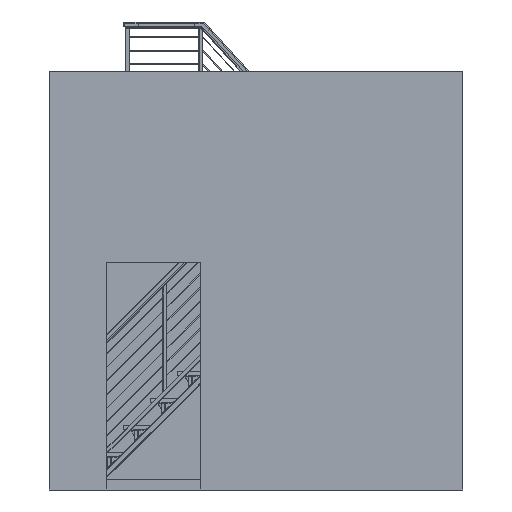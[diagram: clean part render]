
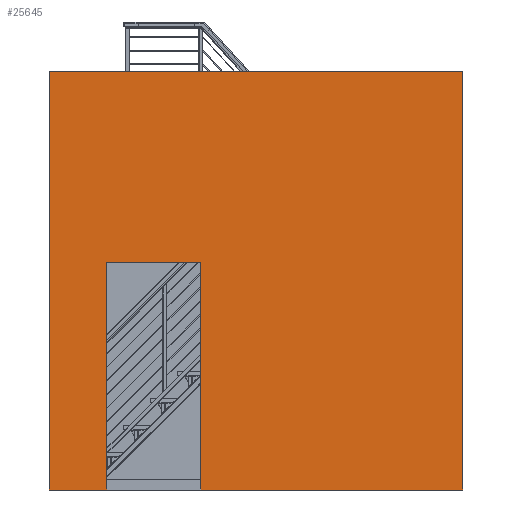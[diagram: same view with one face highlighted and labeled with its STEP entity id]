
A CAD part, left-side view. The second image highlights one B-rep face of the part: STEP entity #25645.
In plain terms, the highlighted planar face has unit normal (-1, 0, 0).
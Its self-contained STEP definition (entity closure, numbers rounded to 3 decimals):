
#2727=ORIENTED_EDGE('',*,*,#9996,.T.);
#2728=ORIENTED_EDGE('',*,*,#10006,.T.);
#2729=ORIENTED_EDGE('',*,*,#9980,.F.);
#2730=ORIENTED_EDGE('',*,*,#10007,.F.);
#2731=ORIENTED_EDGE('',*,*,#9982,.T.);
#2732=ORIENTED_EDGE('',*,*,#9961,.T.);
#2733=ORIENTED_EDGE('',*,*,#9965,.T.);
#2734=ORIENTED_EDGE('',*,*,#9969,.F.);
#9961=EDGE_CURVE('',#13618,#13617,#16053,.T.);
#9965=EDGE_CURVE('',#13617,#13620,#16057,.T.);
#9969=EDGE_CURVE('',#13623,#13620,#16061,.T.);
#9980=EDGE_CURVE('',#13633,#13626,#16072,.T.);
#9982=EDGE_CURVE('',#13635,#13618,#16074,.T.);
#9996=EDGE_CURVE('',#13623,#13644,#16088,.T.);
#10006=EDGE_CURVE('',#13644,#13626,#16098,.T.);
#10007=EDGE_CURVE('',#13635,#13633,#16099,.T.);
#13617=VERTEX_POINT('',#38134);
#13618=VERTEX_POINT('',#38136);
#13620=VERTEX_POINT('',#38142);
#13623=VERTEX_POINT('',#38150);
#13626=VERTEX_POINT('',#38160);
#13633=VERTEX_POINT('',#38173);
#13635=VERTEX_POINT('',#38179);
#13644=VERTEX_POINT('',#38204);
#16053=LINE('',#38135,#18749);
#16057=LINE('',#38144,#18753);
#16061=LINE('',#38151,#18757);
#16072=LINE('',#38174,#18768);
#16074=LINE('',#38178,#18770);
#16088=LINE('',#38205,#18784);
#16098=LINE('',#38223,#18794);
#16099=LINE('',#38225,#18795);
#18749=VECTOR('',#30341,1000.);
#18753=VECTOR('',#30347,1000.);
#18757=VECTOR('',#30353,1000.);
#18768=VECTOR('',#30368,1000.);
#18770=VECTOR('',#30372,1000.);
#18784=VECTOR('',#30392,1000.);
#18794=VECTOR('',#30412,1000.);
#18795=VECTOR('',#30415,1000.);
#21447=EDGE_LOOP('',(#2727,#2728,#2729,#2730,#2731,#2732,#2733,#2734));
#23108=FACE_BOUND('',#21447,.T.);
#24767=PLANE('',#27781);
#25645=ADVANCED_FACE('',(#23108),#24767,.T.);
#27781=AXIS2_PLACEMENT_3D('',#38224,#30413,#30414);
#30341=DIRECTION('',(0.,0.,1.));
#30347=DIRECTION('',(0.,-1.,0.));
#30353=DIRECTION('',(0.,0.,1.));
#30368=DIRECTION('',(0.,-1.,0.));
#30372=DIRECTION('',(0.,-1.,0.));
#30392=DIRECTION('',(0.,-1.,0.));
#30412=DIRECTION('',(0.,0.,1.));
#30413=DIRECTION('',(-1.,0.,0.));
#30414=DIRECTION('',(0.,-1.,0.));
#30415=DIRECTION('',(0.,0.,1.));
#38134=CARTESIAN_POINT('',(-255.,2928.,2161.));
#38135=CARTESIAN_POINT('',(-255.,2928.,0.));
#38136=CARTESIAN_POINT('',(-255.,2928.,0.));
#38142=CARTESIAN_POINT('',(-255.,2031.,2161.));
#38144=CARTESIAN_POINT('',(-255.,2928.,2161.));
#38150=CARTESIAN_POINT('',(-255.,2031.,0.));
#38151=CARTESIAN_POINT('',(-255.,2031.,0.));
#38160=CARTESIAN_POINT('',(-255.,-460.,3980.));
#38173=CARTESIAN_POINT('',(-255.,3473.,3980.));
#38174=CARTESIAN_POINT('',(-255.,3473.,3980.));
#38178=CARTESIAN_POINT('',(-255.,3473.,0.));
#38179=CARTESIAN_POINT('',(-255.,3473.,0.));
#38204=CARTESIAN_POINT('',(-255.,-460.,0.));
#38205=CARTESIAN_POINT('',(-255.,2031.,0.));
#38223=CARTESIAN_POINT('',(-255.,-460.,0.));
#38224=CARTESIAN_POINT('',(-255.,2031.,0.));
#38225=CARTESIAN_POINT('',(-255.,3473.,0.));
